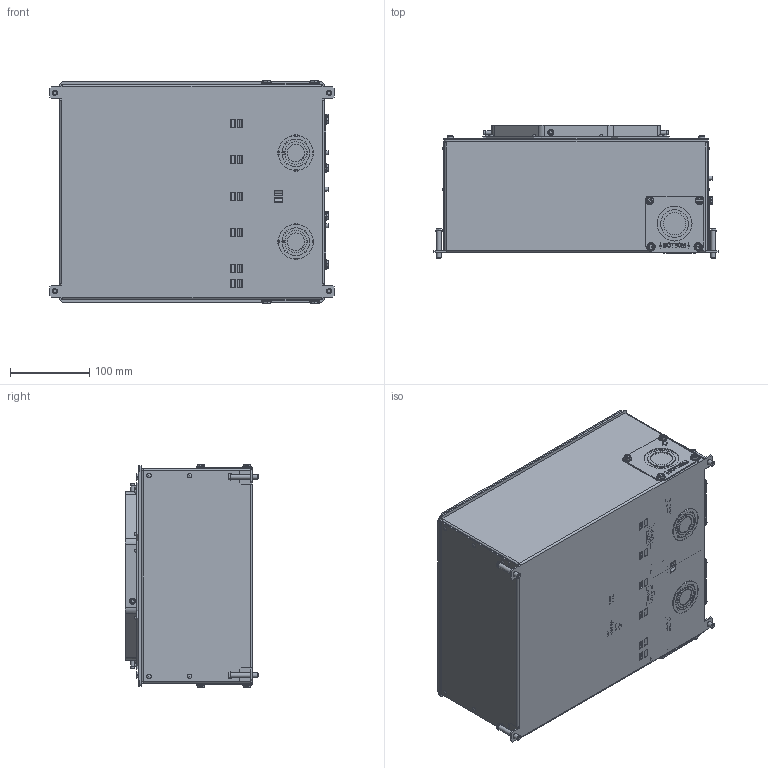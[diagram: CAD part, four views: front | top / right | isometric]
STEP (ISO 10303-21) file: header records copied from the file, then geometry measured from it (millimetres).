
FILE_DESCRIPTION(/* description */ (''),/* implementation_level */ '2;1');
FILE_NAME(/* name */ 'CFB45G55R(CR)E.stp',/* time_stamp */ '2023-10-17T14:44:07-04:00',/* author */ ('adiakomis'),/* organization */ (''),/* preprocessor_version */ 'ST-DEVELOPER v18.1',/* originating_system */ 'AutoCAD Mechanical',/* authorisation */ '');
FILE_SCHEMA (('AUTOMOTIVE_DESIGN { 1 0 10303 214 3 1 1 }'));
Products named in the file (2): Product; M-14134_Shrinkwrap_1
Assembly tree (1 placements, depth 2):
  Product
    M-14134_Shrinkwrap_1
Bounding box: 359.16 x 168.22 x 281.61 mm (x, y, z)
Volume: 13672448.9 mm3; surface area: 426942.9 mm2
Topology: 4 solids, 169 shells, 4825 faces, 12629 edges, 8298 vertices
Faces by surface type: plane 3067, bspline 929, cylinder 564, cone 147, sphere 108, torus 10
Full cylindrical faces by diameter (mm): 2.54 x20, 3.175 x9, 3.302 x4, 3.327 x9, 3.404 x9, 4.067 x3, 4.826 x5, 5.08 x4, 5.174 x5, 5.182 x4, 5.258 x9, 6.35 x13, 7.137 x3, 7.874 x4, 7.976 x4, 8.433 x6, 8.509 x4, 10.516 x16, 28.169 x8, 34.925 x8, 44.044 x8, 62.992 x4
Entity records: 157165 total; most frequent: CARTESIAN_POINT 44176, ORIENTED_EDGE 25184, DIRECTION 19860, EDGE_CURVE 12592, LINE 8458, VECTOR 8458, VERTEX_POINT 8298, AXIS2_PLACEMENT_3D 5701
